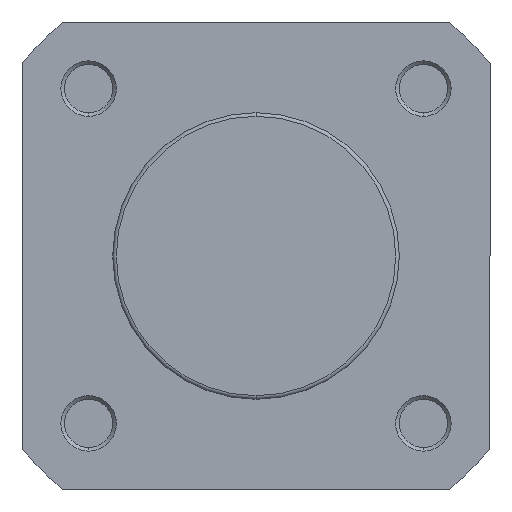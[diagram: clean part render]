
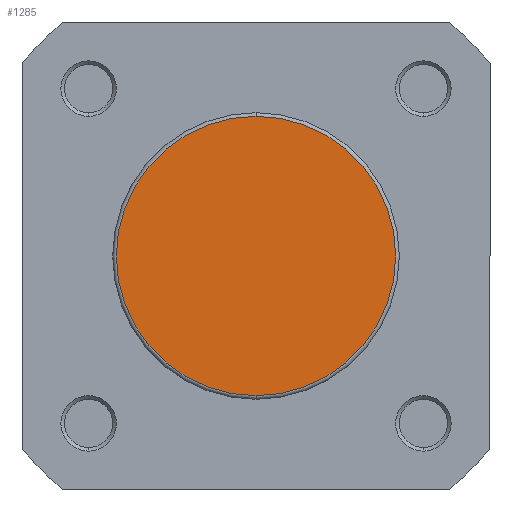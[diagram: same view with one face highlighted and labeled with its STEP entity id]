
A CAD part, left-side view. The second image highlights one B-rep face of the part: STEP entity #1285.
In plain terms, the highlighted planar face has unit normal (-1, 0, 0).
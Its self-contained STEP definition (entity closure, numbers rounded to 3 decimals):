
#254 = VERTEX_POINT ( 'NONE', #1977 ) ;
#318 = VERTEX_POINT ( 'NONE', #2041 ) ;
#699 = EDGE_CURVE ( 'NONE', #254, #318, #2821, .T. ) ;
#759 = EDGE_CURVE ( 'NONE', #318, #254, #2912, .T. ) ;
#1007 = AXIS2_PLACEMENT_3D ( 'NONE', #3600, #3601, #3602 ) ;
#1031 = AXIS2_PLACEMENT_3D ( 'NONE', #3750, #3751, #3752 ) ;
#1147 = AXIS2_PLACEMENT_3D ( 'NONE', #4122, #4125, #4126 ) ;
#1285 = ADVANCED_FACE ( 'NONE', ( #3088 ), #4123, .F. ) ;
#1977 = CARTESIAN_POINT ( 'NONE',  ( 0., 0., -19.4 ) ) ;
#2041 = CARTESIAN_POINT ( 'NONE',  ( 0., 0., 19.4 ) ) ;
#2821 = CIRCLE ( 'NONE', #1007, 19.4 ) ;
#2912 = CIRCLE ( 'NONE', #1031, 19.4 ) ;
#3088 = FACE_OUTER_BOUND ( 'NONE', #5873, .T. ) ;
#3600 = CARTESIAN_POINT ( 'NONE',  ( 0., 0., 0. ) ) ;
#3601 = DIRECTION ( 'NONE',  ( -1., 0., 0. ) ) ;
#3602 = DIRECTION ( 'NONE',  ( 0., 0., -1. ) ) ;
#3750 = CARTESIAN_POINT ( 'NONE',  ( 0., 0., 0. ) ) ;
#3751 = DIRECTION ( 'NONE',  ( -1., 0., 0. ) ) ;
#3752 = DIRECTION ( 'NONE',  ( 0., 0., -1. ) ) ;
#4122 = CARTESIAN_POINT ( 'NONE',  ( 0., 19.9, 0. ) ) ;
#4123 = PLANE ( 'NONE',  #1147 ) ;
#4125 = DIRECTION ( 'NONE',  ( 1., 0., 0. ) ) ;
#4126 = DIRECTION ( 'NONE',  ( 0., 0., -1. ) ) ;
#5101 = ORIENTED_EDGE ( 'NONE', *, *, #759, .T. ) ;
#5102 = ORIENTED_EDGE ( 'NONE', *, *, #699, .T. ) ;
#5873 = EDGE_LOOP ( 'NONE', ( #5102, #5101 ) ) ;
